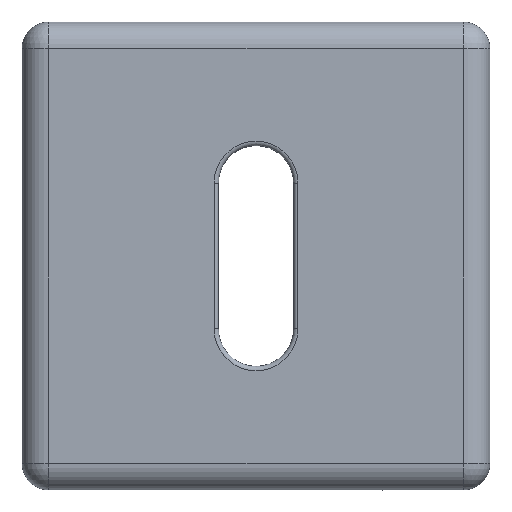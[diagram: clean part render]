
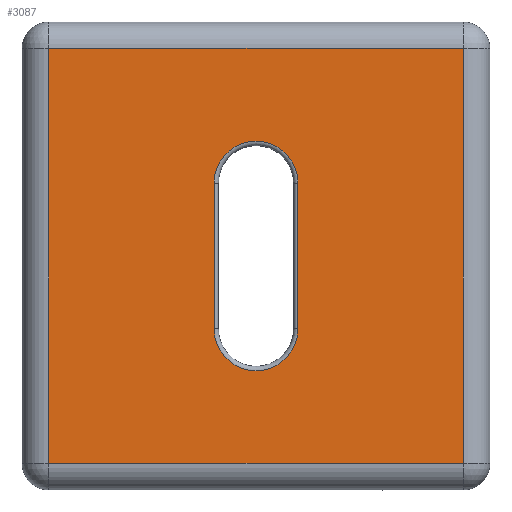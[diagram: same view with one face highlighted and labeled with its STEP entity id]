
A CAD part, top view. The second image highlights one B-rep face of the part: STEP entity #3087.
In plain terms, the highlighted planar face has unit normal (0, 0, 1).
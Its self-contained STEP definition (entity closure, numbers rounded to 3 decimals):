
#20=PLANE('',#3353);
#70=LINE('',#5173,#250);
#110=LINE('',#5333,#290);
#111=LINE('',#5334,#291);
#112=LINE('',#5335,#292);
#113=LINE('',#5338,#293);
#114=LINE('',#5342,#294);
#250=VECTOR('',#3804,47.);
#290=VECTOR('',#3934,47.);
#291=VECTOR('',#3935,47.);
#292=VECTOR('',#3936,47.);
#293=VECTOR('',#3937,16.5);
#294=VECTOR('',#3940,16.5);
#522=FACE_BOUND('',#746,.T.);
#538=FACE_OUTER_BOUND('',#745,.T.);
#745=EDGE_LOOP('',(#2044,#2045,#2046,#2047));
#746=EDGE_LOOP('',(#2048,#2049,#2050,#2051));
#995=CIRCLE('',#3354,4.75);
#996=CIRCLE('',#3355,4.75);
#1234=VERTEX_POINT('',#5170);
#1235=VERTEX_POINT('',#5172);
#1309=VERTEX_POINT('',#5331);
#1310=VERTEX_POINT('',#5332);
#1311=VERTEX_POINT('',#5336);
#1312=VERTEX_POINT('',#5337);
#1313=VERTEX_POINT('',#5339);
#1314=VERTEX_POINT('',#5341);
#1500=EDGE_CURVE('',#1235,#1234,#70,.T.);
#1581=EDGE_CURVE('',#1309,#1310,#110,.T.);
#1582=EDGE_CURVE('',#1310,#1235,#111,.T.);
#1583=EDGE_CURVE('',#1234,#1309,#112,.T.);
#1584=EDGE_CURVE('',#1311,#1312,#113,.T.);
#1585=EDGE_CURVE('',#1312,#1313,#995,.T.);
#1586=EDGE_CURVE('',#1313,#1314,#114,.T.);
#1587=EDGE_CURVE('',#1314,#1311,#996,.T.);
#2044=ORIENTED_EDGE('',*,*,#1581,.T.);
#2045=ORIENTED_EDGE('',*,*,#1582,.T.);
#2046=ORIENTED_EDGE('',*,*,#1500,.T.);
#2047=ORIENTED_EDGE('',*,*,#1583,.T.);
#2048=ORIENTED_EDGE('',*,*,#1584,.T.);
#2049=ORIENTED_EDGE('',*,*,#1585,.T.);
#2050=ORIENTED_EDGE('',*,*,#1586,.T.);
#2051=ORIENTED_EDGE('',*,*,#1587,.T.);
#3087=ADVANCED_FACE('',(#538,#522),#20,.T.);
#3353=AXIS2_PLACEMENT_3D('',#5330,#3932,#3933);
#3354=AXIS2_PLACEMENT_3D('',#5340,#3938,#3939);
#3355=AXIS2_PLACEMENT_3D('',#5343,#3941,#3942);
#3804=DIRECTION('',(-1.,0.,0.));
#3932=DIRECTION('center_axis',(0.,0.,1.));
#3933=DIRECTION('ref_axis',(1.,0.,0.));
#3934=DIRECTION('',(1.,0.,0.));
#3935=DIRECTION('',(0.,1.,0.));
#3936=DIRECTION('',(0.,-1.,0.));
#3937=DIRECTION('',(0.,-1.,0.));
#3938=DIRECTION('center_axis',(0.,0.,-1.));
#3939=DIRECTION('ref_axis',(1.,0.,0.));
#3940=DIRECTION('',(0.,1.,0.));
#3941=DIRECTION('center_axis',(0.,0.,-1.));
#3942=DIRECTION('ref_axis',(1.,0.,0.));
#5170=CARTESIAN_POINT('',(-23.5,23.5,3.));
#5172=CARTESIAN_POINT('',(23.5,23.5,3.));
#5173=CARTESIAN_POINT('',(-23.5,23.5,3.));
#5330=CARTESIAN_POINT('Origin',(23.5,23.5,3.));
#5331=CARTESIAN_POINT('',(-23.5,-23.5,3.));
#5332=CARTESIAN_POINT('',(23.5,-23.5,3.));
#5333=CARTESIAN_POINT('',(23.5,-23.5,3.));
#5334=CARTESIAN_POINT('',(23.5,23.5,3.));
#5335=CARTESIAN_POINT('',(-23.5,-23.5,3.));
#5336=CARTESIAN_POINT('',(4.75,8.25,3.));
#5337=CARTESIAN_POINT('',(4.75,-8.25,3.));
#5338=CARTESIAN_POINT('',(4.75,-8.25,3.));
#5339=CARTESIAN_POINT('',(-4.75,-8.25,3.));
#5340=CARTESIAN_POINT('Origin',(0.,-8.25,3.));
#5341=CARTESIAN_POINT('',(-4.75,8.25,3.));
#5342=CARTESIAN_POINT('',(-4.75,8.25,3.));
#5343=CARTESIAN_POINT('Origin',(0.,8.25,3.));
